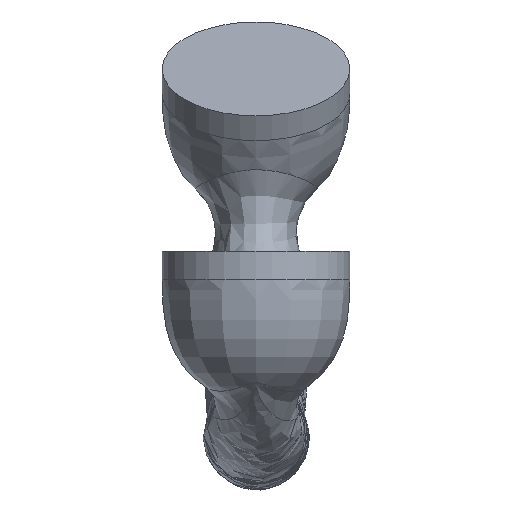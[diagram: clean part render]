
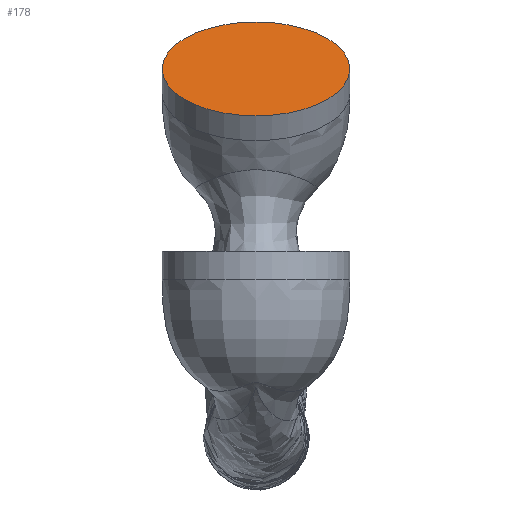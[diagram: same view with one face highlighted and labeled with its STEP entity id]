
A CAD part, front view. The second image highlights one B-rep face of the part: STEP entity #178.
In plain terms, the highlighted planar face has unit normal (0, -0.5, 0.866).
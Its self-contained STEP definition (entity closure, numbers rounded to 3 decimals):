
#15=PLANE('',#203);
#33=FACE_OUTER_BOUND('',#42,.T.);
#42=EDGE_LOOP('',(#162));
#66=CIRCLE('',#202,3.85);
#86=VERTEX_POINT('',#1170);
#112=EDGE_CURVE('',#86,#86,#66,.T.);
#162=ORIENTED_EDGE('',*,*,#112,.F.);
#178=ADVANCED_FACE('',(#33),#15,.T.);
#202=AXIS2_PLACEMENT_3D('',#1172,#224,#225);
#203=AXIS2_PLACEMENT_3D('',#1173,#226,#227);
#224=DIRECTION('center_axis',(0.,0.5,-0.866));
#225=DIRECTION('ref_axis',(1.,0.,0.));
#226=DIRECTION('center_axis',(0.,-0.5,0.866));
#227=DIRECTION('ref_axis',(1.,0.,0.));
#1170=CARTESIAN_POINT('',(7.7,27.9,7.476));
#1172=CARTESIAN_POINT('Origin',(3.85,27.9,7.476));
#1173=CARTESIAN_POINT('Origin',(0.,27.9,7.476));
